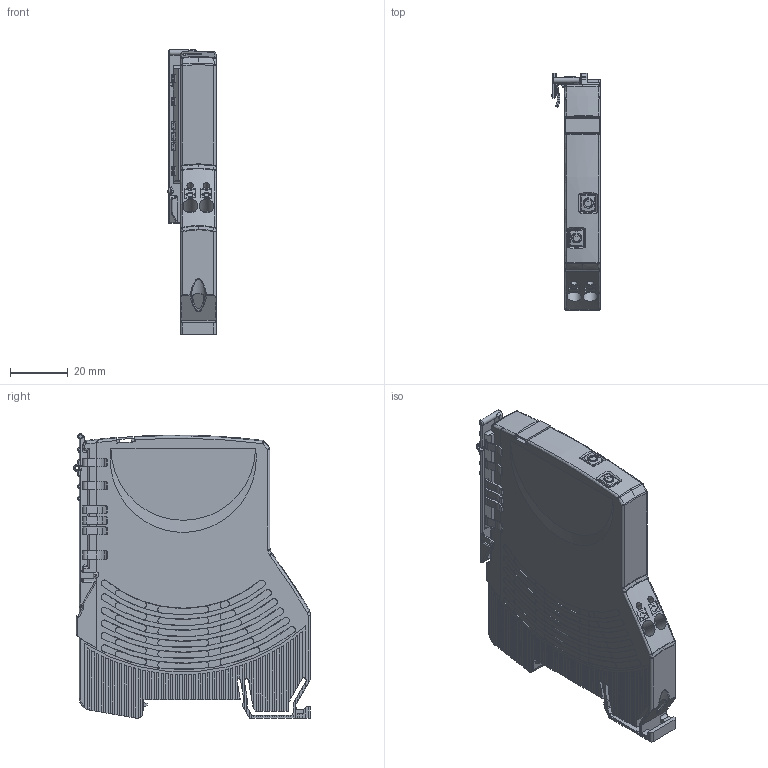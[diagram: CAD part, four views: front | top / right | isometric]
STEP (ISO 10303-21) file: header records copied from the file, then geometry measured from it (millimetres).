
FILE_DESCRIPTION (( 'STEP AP214' ), '1' );
FILE_NAME ('t-rex12d-te2-1xx_ik00.STEP', '2023-04-20T10:22:22', ( '' ), ( '' ), 'SwSTEP 2.0', 'SolidWorks 2021', '' );
FILE_SCHEMA (( 'AUTOMOTIVE_DESIGN' ));
Length unit declared in the file: inch
Products named in the file (1): t-rex12d-te2-1xx_ik00
Bounding box: 16.9 x 81.9 x 98.5 mm (x, y, z)
Volume: 78310.7 mm3; surface area: 26994.7 mm2
Topology: 2 solids, 8 shells, 1993 faces, 5608 edges, 3667 vertices
Faces by surface type: plane 1131, cylinder 656, bspline 187, cone 14, torus 5
Full cylindrical faces by diameter (mm): 1.3 x1, 2.3 x2, 4 x2, 4.1 x2
Entity records: 71531 total; most frequent: CARTESIAN_POINT 20720, ORIENTED_EDGE 11174, DIRECTION 10060, EDGE_CURVE 5587, VERTEX_POINT 3661, VECTOR 3656, LINE 3656, AXIS2_PLACEMENT_3D 3202
